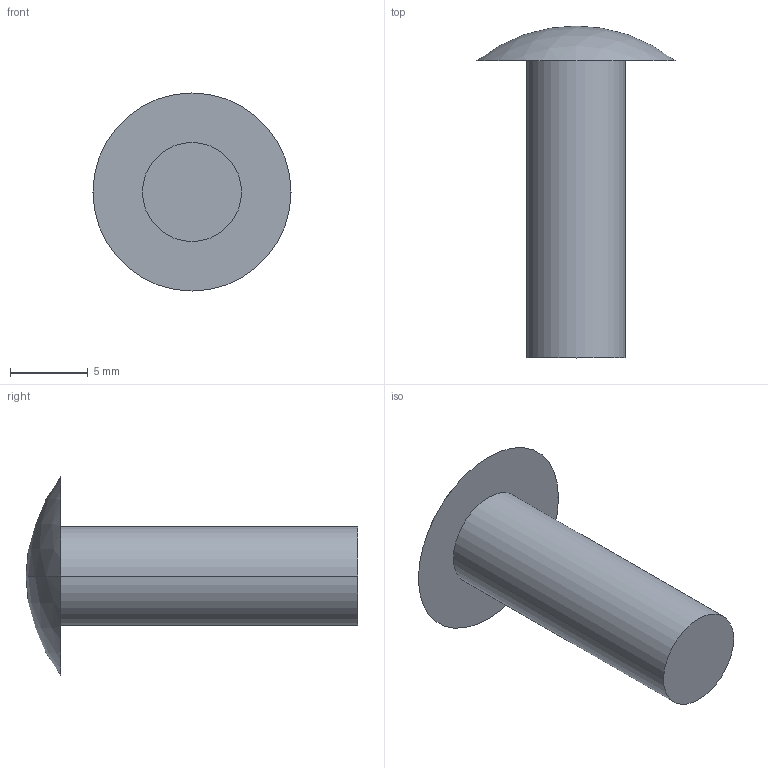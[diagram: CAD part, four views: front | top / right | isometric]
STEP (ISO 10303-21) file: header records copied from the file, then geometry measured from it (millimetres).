
FILE_DESCRIPTION(('produced by SPATIAL CORP'),'2;1');
FILE_NAME( 'hs25-20r.prt.hh.sat.stp', '2002-04-19T13:34:03+00:00',('SPATIAL CORP'),('SPATIAL CORP'), 'ACIS STEP Husk','http://www.spatial.com','SPATIAL CORP');
FILE_SCHEMA(('CONFIG_CONTROL_DESIGN'));
Length unit declared in the file: millimetre
Products named in the file (1): PRODUCT_ID_1
Bounding box: 12.7 x 21.28 x 12.7 mm (x, y, z)
Volume: 750.3 mm3; surface area: 649 mm2
Topology: 1 solids, 1 shells, 6 faces, 10 edges, 7 vertices
Faces by surface type: plane 2, sphere 2, cylinder 2
Entity records: 225 total; most frequent: DIRECTION 26, CARTESIAN_POINT 21, ORIENTED_EDGE 20, AXIS2_PLACEMENT_3D 12, EDGE_CURVE 10, CIRCLE 8, PERSON 8, ORGANIZATION 8
